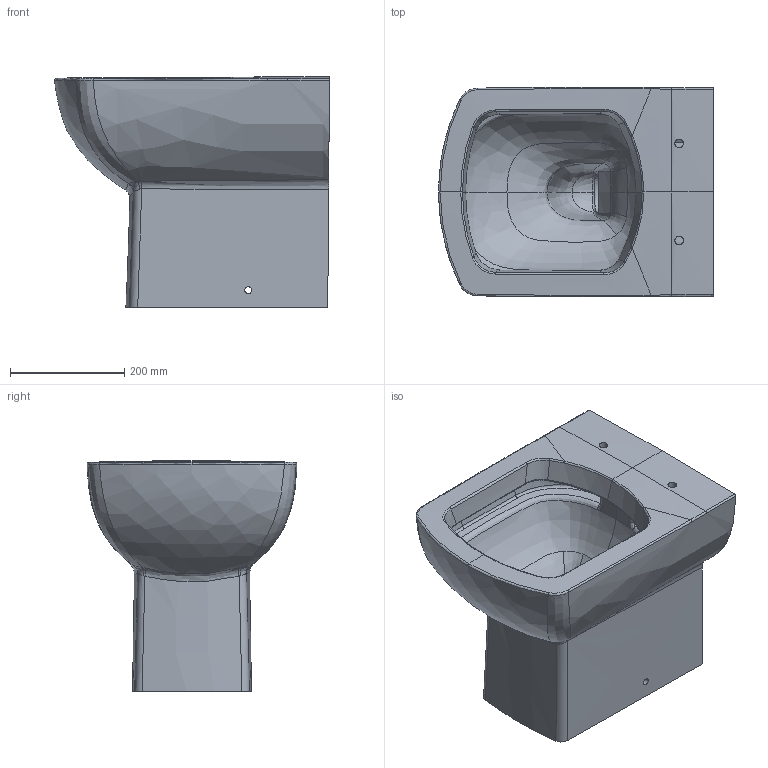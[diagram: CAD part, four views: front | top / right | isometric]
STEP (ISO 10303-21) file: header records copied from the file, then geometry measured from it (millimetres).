
FILE_DESCRIPTION (( 'STEP AP214' ), '1' );
FILE_NAME ('60637_V10819.STEP', '2019-11-19T15:01:54', ( '' ), ( '' ), 'SwSTEP 2.0', 'SolidWorks 2019', '' );
FILE_SCHEMA (( 'AUTOMOTIVE_DESIGN' ));
Length unit declared in the file: millimetre
Products named in the file (1): 60637_V10819
Bounding box: 480.66 x 366.78 x 403 mm (x, y, z)
Volume: 11358348.1 mm3; surface area: 1503979.8 mm2
Topology: 1 solids, 1 shells, 280 faces, 767 edges, 485 vertices
Faces by surface type: bspline 162, cylinder 47, plane 39, torus 14, cone 14, sphere 4
Entity records: 39176 total; most frequent: CARTESIAN_POINT 33922, ORIENTED_EDGE 1522, EDGE_CURVE 761, B_SPLINE_CURVE_WITH_KNOTS 584, VERTEX_POINT 485, DIRECTION 415, EDGE_LOOP 296, ADVANCED_FACE 280
